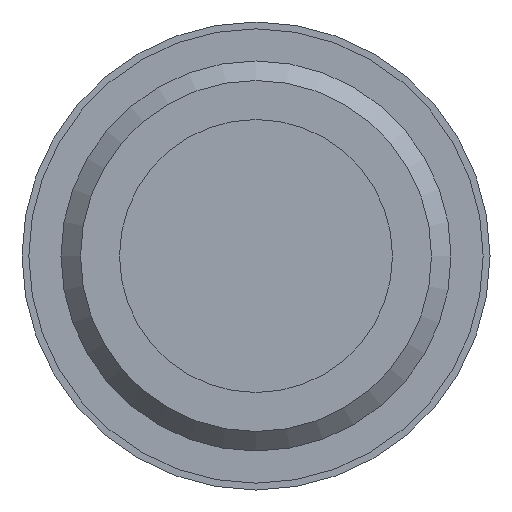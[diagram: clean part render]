
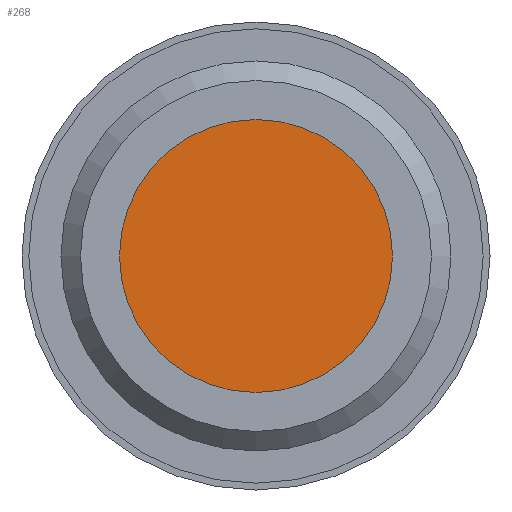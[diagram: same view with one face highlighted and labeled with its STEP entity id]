
A CAD part, front view. The second image highlights one B-rep face of the part: STEP entity #268.
In plain terms, the highlighted planar face has unit normal (0, -1, 0).
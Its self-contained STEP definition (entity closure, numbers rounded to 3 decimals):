
#48=CIRCLE('',#329,7.);
#74=PLANE('',#328);
#89=FACE_OUTER_BOUND('',#113,.T.);
#113=EDGE_LOOP('',(#240));
#158=VERTEX_POINT('',#707);
#188=EDGE_CURVE('',#158,#158,#48,.T.);
#240=ORIENTED_EDGE('',*,*,#188,.F.);
#268=ADVANCED_FACE('',(#89),#74,.T.);
#328=AXIS2_PLACEMENT_3D('',#706,#386,#387);
#329=AXIS2_PLACEMENT_3D('',#708,#388,#389);
#386=DIRECTION('center_axis',(0.,-1.,0.));
#387=DIRECTION('ref_axis',(0.,0.,-1.));
#388=DIRECTION('center_axis',(0.,1.,0.));
#389=DIRECTION('ref_axis',(-1.,0.,0.));
#706=CARTESIAN_POINT('Origin',(-3.5,5.5,0.));
#707=CARTESIAN_POINT('',(-7.,5.5,0.));
#708=CARTESIAN_POINT('Origin',(0.,5.5,0.));
